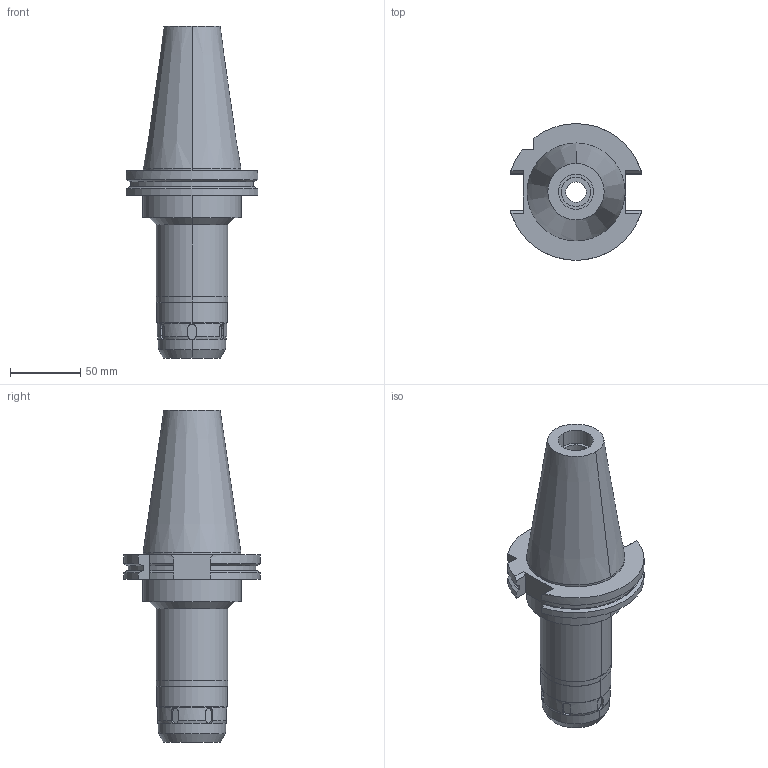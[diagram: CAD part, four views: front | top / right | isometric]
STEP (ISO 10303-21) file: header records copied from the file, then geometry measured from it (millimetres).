
FILE_DESCRIPTION((''),'2;1');
FILE_NAME('BDV50-HMC20S-135','2018-03-20T',('ykawabe'),(''),'CREO PARAMETRIC BY PTC INC, 2016380','CREO PARAMETRIC BY PTC INC, 2016380','');
FILE_SCHEMA(('AUTOMOTIVE_DESIGN { 1 0 10303 214 1 1 1 1 }'));
Length unit declared in the file: millimetre
Products named in the file (1): BDV50-HMC20S-135
Bounding box: 94.05 x 97.5 x 236.75 mm (x, y, z)
Volume: 553103.5 mm3; surface area: 69539.4 mm2
Topology: 1 solids, 1 shells, 115 faces, 335 edges, 230 vertices
Faces by surface type: plane 46, cylinder 45, cone 24
Entity records: 5199 total; most frequent: CARTESIAN_POINT 981, ORIENTED_EDGE 670, DIRECTION 639, PRESENTATION_STYLE_ASSIGNMENT 340, STYLED_ITEM 340, CURVE_STYLE 339, EDGE_CURVE 335, AXIS2_PLACEMENT_3D 248
